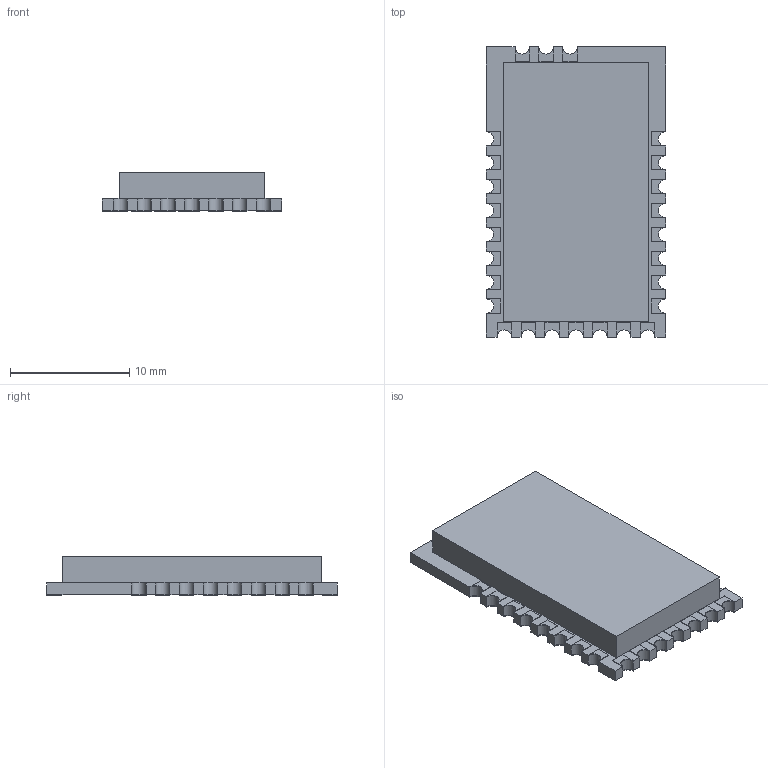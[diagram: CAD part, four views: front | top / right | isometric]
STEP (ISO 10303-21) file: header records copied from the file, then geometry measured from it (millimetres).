
FILE_DESCRIPTION(('FreeCAD Model'),'2;1');
FILE_NAME('LoraSimpleCopy.step', '2019-09-04T00:17:12',('kicad StepUp'),('ksu MCAD'), 'Open CASCADE STEP processor 7.3','FreeCAD','Unknown');
FILE_SCHEMA(('AUTOMOTIVE_DESIGN { 1 0 10303 214 1 1 1 1 }'));
Length unit declared in the file: millimetre
Products named in the file (1): LoraSimpleCopy
Bounding box: 15 x 24.3 x 3.25 mm (x, y, z)
Volume: 934.5 mm3; surface area: 959.4 mm2
Topology: 1 solids, 1 shells, 323 faces, 752 edges, 432 vertices
Faces by surface type: plane 245, cylinder 78
Entity records: 11101 total; most frequent: CARTESIAN_POINT 1508, DIRECTION 1504, ORIENTED_EDGE 1504, EDGE_CURVE 752, LINE 648, VECTOR 648, VERTEX_POINT 432, AXIS2_PLACEMENT_3D 428
